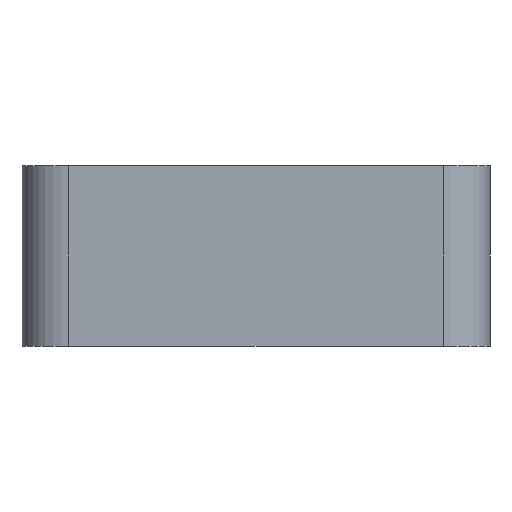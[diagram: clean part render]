
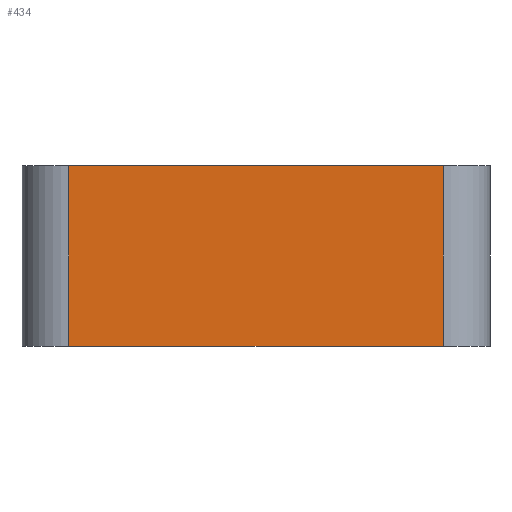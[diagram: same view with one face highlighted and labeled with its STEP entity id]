
A CAD part, front view. The second image highlights one B-rep face of the part: STEP entity #434.
In plain terms, the highlighted planar face has unit normal (0, -1, 0).
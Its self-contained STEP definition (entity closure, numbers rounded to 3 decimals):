
#23 = LINE ( 'NONE', #299, #279 ) ;
#56 = CARTESIAN_POINT ( 'NONE',  ( 0., -15., 58. ) ) ;
#57 = DIRECTION ( 'NONE',  ( 1., 0., 0. ) ) ;
#63 = DIRECTION ( 'NONE',  ( 0., 0., 1. ) ) ;
#88 = VERTEX_POINT ( 'NONE', #702 ) ;
#126 = DIRECTION ( 'NONE',  ( 0., 1., 0. ) ) ;
#169 = ORIENTED_EDGE ( 'NONE', *, *, #524, .F. ) ;
#194 = VECTOR ( 'NONE', #499, 1000. ) ;
#200 = CARTESIAN_POINT ( 'NONE',  ( 0., -15., 58. ) ) ;
#214 = EDGE_CURVE ( 'NONE', #616, #330, #843, .T. ) ;
#242 = CARTESIAN_POINT ( 'NONE',  ( 120., -15., 0. ) ) ;
#256 = DIRECTION ( 'NONE',  ( 0., 0., -1. ) ) ;
#273 = LINE ( 'NONE', #200, #465 ) ;
#276 = CARTESIAN_POINT ( 'NONE',  ( 0., -15., 58. ) ) ;
#279 = VECTOR ( 'NONE', #493, 1000. ) ;
#299 = CARTESIAN_POINT ( 'NONE',  ( 0., -15., 0. ) ) ;
#330 = VERTEX_POINT ( 'NONE', #242 ) ;
#347 = CARTESIAN_POINT ( 'NONE',  ( 0., -15., 58. ) ) ;
#369 = CARTESIAN_POINT ( 'NONE',  ( 120., -15., 58. ) ) ;
#389 = ORIENTED_EDGE ( 'NONE', *, *, #646, .T. ) ;
#434 = ADVANCED_FACE ( 'NONE', ( #740 ), #545, .F. ) ;
#465 = VECTOR ( 'NONE', #57, 1000. ) ;
#493 = DIRECTION ( 'NONE',  ( 1., 0., 0. ) ) ;
#499 = DIRECTION ( 'NONE',  ( 0., 0., -1. ) ) ;
#501 = CARTESIAN_POINT ( 'NONE',  ( 120., -15., 58. ) ) ;
#524 = EDGE_CURVE ( 'NONE', #865, #616, #273, .T. ) ;
#545 = PLANE ( 'NONE',  #597 ) ;
#597 = AXIS2_PLACEMENT_3D ( 'NONE', #347, #126, #63 ) ;
#616 = VERTEX_POINT ( 'NONE', #501 ) ;
#646 = EDGE_CURVE ( 'NONE', #88, #330, #23, .T. ) ;
#672 = VECTOR ( 'NONE', #256, 1000. ) ;
#693 = LINE ( 'NONE', #56, #672 ) ;
#702 = CARTESIAN_POINT ( 'NONE',  ( 0., -15., 0. ) ) ;
#729 = ORIENTED_EDGE ( 'NONE', *, *, #882, .T. ) ;
#740 = FACE_OUTER_BOUND ( 'NONE', #741, .T. ) ;
#741 = EDGE_LOOP ( 'NONE', ( #389, #900, #169, #729 ) ) ;
#843 = LINE ( 'NONE', #369, #194 ) ;
#865 = VERTEX_POINT ( 'NONE', #276 ) ;
#882 = EDGE_CURVE ( 'NONE', #865, #88, #693, .T. ) ;
#900 = ORIENTED_EDGE ( 'NONE', *, *, #214, .F. ) ;
